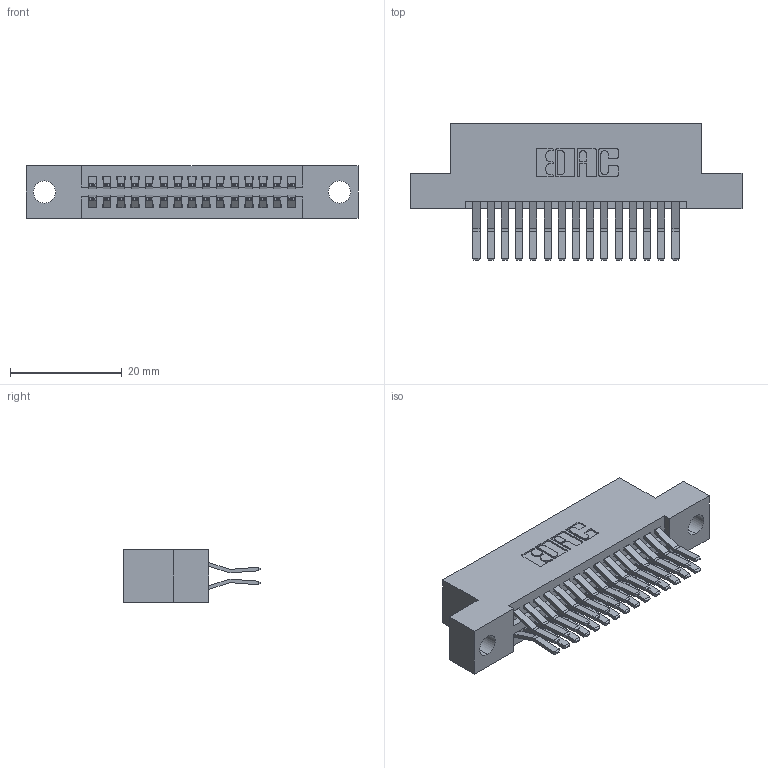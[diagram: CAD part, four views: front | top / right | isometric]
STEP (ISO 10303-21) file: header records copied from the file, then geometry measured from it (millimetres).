
FILE_DESCRIPTION (( 'STEP AP203' ), '1' );
FILE_NAME ('345-030-560-204.STEP', '2018-08-23T08:37:37', ( '' ), ( '' ), 'SwSTEP 2.0', 'SolidWorks 2016', '' );
FILE_SCHEMA (( 'CONFIG_CONTROL_DESIGN' ));
Length unit declared in the file: inch
Products named in the file (3): 345 Part_Flush Mounting Lugs - 0.156 Dia-TH; 345-292-001_560 Tail; 345-030-560-204
Assembly tree (31 placements, depth 2):
  345-030-560-204
    345 Part_Flush Mounting Lugs - 0.156 Dia-TH
    345-292-001_560 Tail  x30
Bounding box: 59.31 x 24.45 x 9.4 mm (x, y, z)
Volume: 5619.5 mm3; surface area: 8104.5 mm2
Topology: 31 solids, 31 shells, 1686 faces, 4991 edges, 3286 vertices
Faces by surface type: plane 1070, cylinder 616
Entity records: 15495 total; most frequent: CARTESIAN_POINT 2624, ORIENTED_EDGE 2558, DIRECTION 2351, EDGE_CURVE 1279, LINE 1083, VECTOR 1083, VERTEX_POINT 850, AXIS2_PLACEMENT_3D 634
